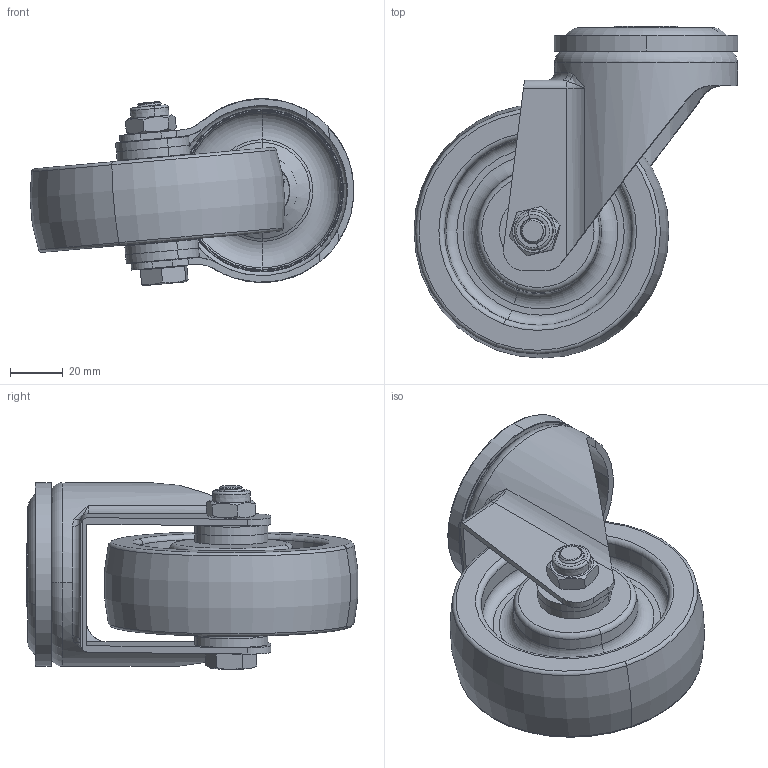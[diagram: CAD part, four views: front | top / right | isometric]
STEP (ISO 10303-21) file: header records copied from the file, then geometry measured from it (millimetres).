
FILE_DESCRIPTION (( 'STEP AP203' ), '1' );
FILE_NAME ('空心活动.STEP', '2025-12-19T05:57:06', ( '' ), ( '' ), 'SwSTEP 2.0', 'SolidWorks 2021', '' );
FILE_SCHEMA (( 'CONFIG_CONTROL_DESIGN' ));
Length unit declared in the file: millimetre
Products named in the file (15): 諾陑魂雄.STEP; ____ ____M10__A_O^50____4__________AQPU__ -100x40.STEP.STEP; 11510400071013.STEP.STEP.STEP; 50_______X_P__A_O^____ 50____5___________________50____4__________AQPU__ -100x40.STEP.STEP; ____ 10.2x16x2____^50____4__________AQPU__ -100x40.STEP.STEP; 50_________P^____ 50____5___________________50____4__________AQPU__ -100x40.STEP.STEP; 4__50____________MRC__.STEP.STEP; ____ 50__________A_O^50____4__________AQPU__ -100x40.STEP.STEP; 諾陑魂雄; 4''''''''''''''''''''''''''''''''(_100x32-02__-10L)____MRC__.STEP.STEP.STEP; ____ 50____4__128______^50____4__________AQPU__ -100x40.STEP.STEP; ___m____A_O^____ 50____5___________________50____4__________AQPU__ -100x40.STEP.STEP; 4__50____________MRC__.STEP; ________A_O^____ 50____5___________________50____4__________AQPU__ -100x40.STEP.STEP; ____ 50____5__________________^50____4__________AQPU__ -100x40.STEP.STEP
Assembly tree (15 placements, depth 6):
  諾陑魂雄
    諾陑魂雄.STEP
      4__50____________MRC__.STEP
        4__50____________MRC__.STEP.STEP
          ____ 50____5__________________^50____4__________AQPU__ -100x40.STEP.STEP
            50_________P^____ 50____5___________________50____4__________AQPU__ -100x40.STEP.STEP
            50_______X_P__A_O^____ 50____5___________________50____4__________AQPU__ -100x40.STEP.STEP
            ___m____A_O^____ 50____5___________________50____4__________AQPU__ -100x40.STEP.STEP
            ________A_O^____ 50____5___________________50____4__________AQPU__ -100x40.STEP.STEP
          11510400071013.STEP.STEP.STEP
            4''''''''''''''''''''''''''''''''(_100x32-02__-10L)____MRC__.STEP.STEP.STEP
          ____ 50__________A_O^50____4__________AQPU__ -100x40.STEP.STEP
          ____ ____M10__A_O^50____4__________AQPU__ -100x40.STEP.STEP
          ____ 10.2x16x2____^50____4__________AQPU__ -100x40.STEP.STEP  x2
          ____ 50____4__128______^50____4__________AQPU__ -100x40.STEP.STEP
Bounding box: 123.43 x 126.45 x 71.18 mm (x, y, z)
Volume: 226036.1 mm3; surface area: 78525.8 mm2
Topology: 12 solids, 12 shells, 222 faces, 509 edges, 317 vertices
Faces by surface type: plane 74, cylinder 59, torus 43, cone 37, bspline 9
Entity records: 10099 total; most frequent: CARTESIAN_POINT 3611, DIRECTION 1115, ORIENTED_EDGE 966, EDGE_CURVE 483, AXIS2_PLACEMENT_3D 464, VERTEX_POINT 301, EDGE_LOOP 240, CIRCLE 240
